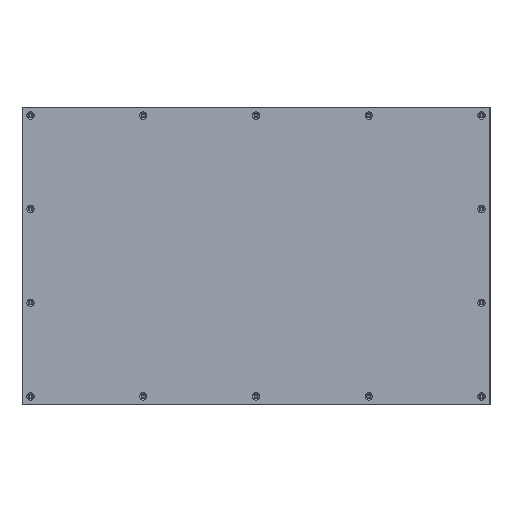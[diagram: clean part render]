
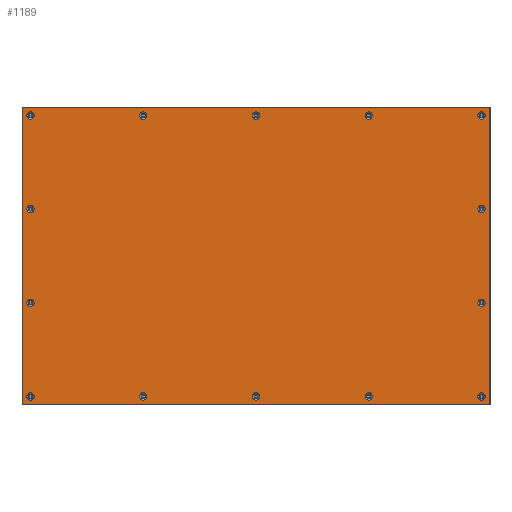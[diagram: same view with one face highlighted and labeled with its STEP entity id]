
A CAD part, top view. The second image highlights one B-rep face of the part: STEP entity #1189.
In plain terms, the highlighted planar face has unit normal (0, 0, 1).
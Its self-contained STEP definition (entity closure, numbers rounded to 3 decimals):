
#162=CARTESIAN_POINT('',(547.0,350.0,2.5));
#163=VERTEX_POINT('',#162);
#170=CARTESIAN_POINT('',(550.0,347.0,2.5));
#171=VERTEX_POINT('',#170);
#172=CARTESIAN_POINT('',(547.0,347.0,2.5));
#173=DIRECTION('',(0.0,0.0,-1.0));
#174=DIRECTION('',(0.707,0.707,0.0));
#175=AXIS2_PLACEMENT_3D('',#172,#173,#174);
#176=CIRCLE('',#175,3.);
#177=EDGE_CURVE('',#163,#171,#176,.T.);
#414=CARTESIAN_POINT('',(550.0,-347.0,2.5));
#415=VERTEX_POINT('',#414);
#416=CARTESIAN_POINT('',(550.0,347.0,2.5));
#417=DIRECTION('',(0.0,-1.0,0.0));
#418=VECTOR('',#417,694.0);
#419=LINE('',#416,#418);
#420=EDGE_CURVE('',#171,#415,#419,.T.);
#439=CARTESIAN_POINT('',(547.0,-350.0,2.5));
#440=VERTEX_POINT('',#439);
#441=CARTESIAN_POINT('',(547.0,-347.0,2.5));
#442=DIRECTION('',(0.0,0.0,-1.0));
#443=DIRECTION('',(0.707,-0.707,0.0));
#444=AXIS2_PLACEMENT_3D('',#441,#442,#443);
#445=CIRCLE('',#444,3.);
#446=EDGE_CURVE('',#415,#440,#445,.T.);
#462=CARTESIAN_POINT('',(-550.0,347.0,2.5));
#463=VERTEX_POINT('',#462);
#464=CARTESIAN_POINT('',(-547.0,350.0,2.5));
#465=VERTEX_POINT('',#464);
#466=CARTESIAN_POINT('',(-547.0,347.0,2.5));
#467=DIRECTION('',(0.0,0.0,-1.0));
#468=DIRECTION('',(-0.707,0.707,0.0));
#469=AXIS2_PLACEMENT_3D('',#466,#467,#468);
#470=CIRCLE('',#469,3.);
#471=EDGE_CURVE('',#463,#465,#470,.T.);
#496=CARTESIAN_POINT('',(-550.0,-347.0,2.5));
#497=VERTEX_POINT('',#496);
#504=CARTESIAN_POINT('',(-550.0,-347.0,2.5));
#505=DIRECTION('',(0.0,1.0,0.0));
#506=VECTOR('',#505,694.0);
#507=LINE('',#504,#506);
#508=EDGE_CURVE('',#497,#463,#507,.T.);
#519=CARTESIAN_POINT('',(-547.0,-350.0,2.5));
#520=VERTEX_POINT('',#519);
#527=CARTESIAN_POINT('',(-547.0,-347.0,2.5));
#528=DIRECTION('',(0.0,0.0,-1.0));
#529=DIRECTION('',(-0.707,-0.707,0.0));
#530=AXIS2_PLACEMENT_3D('',#527,#528,#529);
#531=CIRCLE('',#530,3.);
#532=EDGE_CURVE('',#520,#497,#531,.T.);
#544=CARTESIAN_POINT('',(547.0,-350.0,2.5));
#545=DIRECTION('',(-1.0,0.0,0.0));
#546=VECTOR('',#545,1094.0);
#547=LINE('',#544,#546);
#548=EDGE_CURVE('',#440,#520,#547,.T.);
#560=CARTESIAN_POINT('',(273.65,-330.0,2.5));
#561=VERTEX_POINT('',#560);
#562=CARTESIAN_POINT('',(265.0,-330.0,2.5));
#563=DIRECTION('',(0.0,0.0,-1.0));
#564=DIRECTION('',(1.0,0.0,0.0));
#565=AXIS2_PLACEMENT_3D('',#562,#563,#564);
#566=CIRCLE('',#565,8.65);
#567=EDGE_CURVE('',#561,#561,#566,.T.);
#600=CARTESIAN_POINT('',(8.65,-330.0,2.5));
#601=VERTEX_POINT('',#600);
#602=CARTESIAN_POINT('',(0.0,-330.0,2.5));
#603=DIRECTION('',(0.0,0.0,-1.0));
#604=DIRECTION('',(1.0,0.0,0.0));
#605=AXIS2_PLACEMENT_3D('',#602,#603,#604);
#606=CIRCLE('',#605,8.65);
#607=EDGE_CURVE('',#601,#601,#606,.T.);
#640=CARTESIAN_POINT('',(-256.35,-330.0,2.5));
#641=VERTEX_POINT('',#640);
#642=CARTESIAN_POINT('',(-265.0,-330.0,2.5));
#643=DIRECTION('',(0.0,0.0,-1.0));
#644=DIRECTION('',(1.0,0.0,0.0));
#645=AXIS2_PLACEMENT_3D('',#642,#643,#644);
#646=CIRCLE('',#645,8.65);
#647=EDGE_CURVE('',#641,#641,#646,.T.);
#680=CARTESIAN_POINT('',(-521.35,-330.0,2.5));
#681=VERTEX_POINT('',#680);
#682=CARTESIAN_POINT('',(-530.0,-330.0,2.5));
#683=DIRECTION('',(0.0,0.0,-1.0));
#684=DIRECTION('',(1.0,0.0,0.0));
#685=AXIS2_PLACEMENT_3D('',#682,#683,#684);
#686=CIRCLE('',#685,8.65);
#687=EDGE_CURVE('',#681,#681,#686,.T.);
#720=CARTESIAN_POINT('',(-521.35,-110.0,2.5));
#721=VERTEX_POINT('',#720);
#722=CARTESIAN_POINT('',(-530.0,-110.0,2.5));
#723=DIRECTION('',(0.0,0.0,-1.0));
#724=DIRECTION('',(1.0,0.0,0.0));
#725=AXIS2_PLACEMENT_3D('',#722,#723,#724);
#726=CIRCLE('',#725,8.65);
#727=EDGE_CURVE('',#721,#721,#726,.T.);
#760=CARTESIAN_POINT('',(-521.35,110.0,2.5));
#761=VERTEX_POINT('',#760);
#762=CARTESIAN_POINT('',(-530.0,110.0,2.5));
#763=DIRECTION('',(0.0,0.0,-1.0));
#764=DIRECTION('',(1.0,0.0,0.0));
#765=AXIS2_PLACEMENT_3D('',#762,#763,#764);
#766=CIRCLE('',#765,8.65);
#767=EDGE_CURVE('',#761,#761,#766,.T.);
#800=CARTESIAN_POINT('',(-521.35,330.0,2.5));
#801=VERTEX_POINT('',#800);
#802=CARTESIAN_POINT('',(-530.0,330.0,2.5));
#803=DIRECTION('',(0.0,0.0,-1.0));
#804=DIRECTION('',(1.0,0.0,0.0));
#805=AXIS2_PLACEMENT_3D('',#802,#803,#804);
#806=CIRCLE('',#805,8.65);
#807=EDGE_CURVE('',#801,#801,#806,.T.);
#840=CARTESIAN_POINT('',(-256.35,330.0,2.5));
#841=VERTEX_POINT('',#840);
#842=CARTESIAN_POINT('',(-265.0,330.0,2.5));
#843=DIRECTION('',(0.0,0.0,-1.0));
#844=DIRECTION('',(1.0,0.0,0.0));
#845=AXIS2_PLACEMENT_3D('',#842,#843,#844);
#846=CIRCLE('',#845,8.65);
#847=EDGE_CURVE('',#841,#841,#846,.T.);
#880=CARTESIAN_POINT('',(8.65,330.0,2.5));
#881=VERTEX_POINT('',#880);
#882=CARTESIAN_POINT('',(0.0,330.0,2.5));
#883=DIRECTION('',(0.0,0.0,-1.0));
#884=DIRECTION('',(1.0,0.0,0.0));
#885=AXIS2_PLACEMENT_3D('',#882,#883,#884);
#886=CIRCLE('',#885,8.65);
#887=EDGE_CURVE('',#881,#881,#886,.T.);
#920=CARTESIAN_POINT('',(273.65,330.0,2.5));
#921=VERTEX_POINT('',#920);
#922=CARTESIAN_POINT('',(265.0,330.0,2.5));
#923=DIRECTION('',(0.0,0.0,-1.0));
#924=DIRECTION('',(1.0,0.0,0.0));
#925=AXIS2_PLACEMENT_3D('',#922,#923,#924);
#926=CIRCLE('',#925,8.65);
#927=EDGE_CURVE('',#921,#921,#926,.T.);
#960=CARTESIAN_POINT('',(538.65,330.0,2.5));
#961=VERTEX_POINT('',#960);
#962=CARTESIAN_POINT('',(530.0,330.0,2.5));
#963=DIRECTION('',(0.0,0.0,-1.0));
#964=DIRECTION('',(1.0,0.0,0.0));
#965=AXIS2_PLACEMENT_3D('',#962,#963,#964);
#966=CIRCLE('',#965,8.65);
#967=EDGE_CURVE('',#961,#961,#966,.T.);
#1000=CARTESIAN_POINT('',(538.65,110.0,2.5));
#1001=VERTEX_POINT('',#1000);
#1002=CARTESIAN_POINT('',(530.0,110.0,2.5));
#1003=DIRECTION('',(0.0,0.0,-1.0));
#1004=DIRECTION('',(1.0,0.0,0.0));
#1005=AXIS2_PLACEMENT_3D('',#1002,#1003,#1004);
#1006=CIRCLE('',#1005,8.65);
#1007=EDGE_CURVE('',#1001,#1001,#1006,.T.);
#1040=CARTESIAN_POINT('',(538.65,-110.0,2.5));
#1041=VERTEX_POINT('',#1040);
#1042=CARTESIAN_POINT('',(530.0,-110.0,2.5));
#1043=DIRECTION('',(0.0,0.0,-1.0));
#1044=DIRECTION('',(1.0,0.0,0.0));
#1045=AXIS2_PLACEMENT_3D('',#1042,#1043,#1044);
#1046=CIRCLE('',#1045,8.65);
#1047=EDGE_CURVE('',#1041,#1041,#1046,.T.);
#1080=CARTESIAN_POINT('',(538.65,-330.0,2.5));
#1081=VERTEX_POINT('',#1080);
#1082=CARTESIAN_POINT('',(530.0,-330.0,2.5));
#1083=DIRECTION('',(0.0,0.0,-1.0));
#1084=DIRECTION('',(1.0,0.0,0.0));
#1085=AXIS2_PLACEMENT_3D('',#1082,#1083,#1084);
#1086=CIRCLE('',#1085,8.65);
#1087=EDGE_CURVE('',#1081,#1081,#1086,.T.);
#1123=CARTESIAN_POINT('',(-547.0,350.0,2.5));
#1124=DIRECTION('',(1.0,0.0,0.0));
#1125=VECTOR('',#1124,1094.0);
#1126=LINE('',#1123,#1125);
#1127=EDGE_CURVE('',#465,#163,#1126,.T.);
#1132=CARTESIAN_POINT('',(0.0,0.0,2.5));
#1133=DIRECTION('',(0.0,0.0,1.0));
#1134=DIRECTION('',(1.0,0.0,0.0));
#1135=AXIS2_PLACEMENT_3D('',#1132,#1133,#1134);
#1136=PLANE('',#1135);
#1137=ORIENTED_EDGE('',*,*,#177,.F.);
#1138=ORIENTED_EDGE('',*,*,#1127,.F.);
#1139=ORIENTED_EDGE('',*,*,#471,.F.);
#1140=ORIENTED_EDGE('',*,*,#508,.F.);
#1141=ORIENTED_EDGE('',*,*,#532,.F.);
#1142=ORIENTED_EDGE('',*,*,#548,.F.);
#1143=ORIENTED_EDGE('',*,*,#446,.F.);
#1144=ORIENTED_EDGE('',*,*,#420,.F.);
#1145=EDGE_LOOP('',(#1137,#1138,#1139,#1140,#1141,#1142,#1143,#1144));
#1146=FACE_OUTER_BOUND('',#1145,.T.);
#1147=ORIENTED_EDGE('',*,*,#567,.T.);
#1148=EDGE_LOOP('',(#1147));
#1149=FACE_BOUND('',#1148,.T.);
#1150=ORIENTED_EDGE('',*,*,#607,.T.);
#1151=EDGE_LOOP('',(#1150));
#1152=FACE_BOUND('',#1151,.T.);
#1153=ORIENTED_EDGE('',*,*,#647,.T.);
#1154=EDGE_LOOP('',(#1153));
#1155=FACE_BOUND('',#1154,.T.);
#1156=ORIENTED_EDGE('',*,*,#687,.T.);
#1157=EDGE_LOOP('',(#1156));
#1158=FACE_BOUND('',#1157,.T.);
#1159=ORIENTED_EDGE('',*,*,#727,.T.);
#1160=EDGE_LOOP('',(#1159));
#1161=FACE_BOUND('',#1160,.T.);
#1162=ORIENTED_EDGE('',*,*,#767,.T.);
#1163=EDGE_LOOP('',(#1162));
#1164=FACE_BOUND('',#1163,.T.);
#1165=ORIENTED_EDGE('',*,*,#807,.T.);
#1166=EDGE_LOOP('',(#1165));
#1167=FACE_BOUND('',#1166,.T.);
#1168=ORIENTED_EDGE('',*,*,#847,.T.);
#1169=EDGE_LOOP('',(#1168));
#1170=FACE_BOUND('',#1169,.T.);
#1171=ORIENTED_EDGE('',*,*,#887,.T.);
#1172=EDGE_LOOP('',(#1171));
#1173=FACE_BOUND('',#1172,.T.);
#1174=ORIENTED_EDGE('',*,*,#927,.T.);
#1175=EDGE_LOOP('',(#1174));
#1176=FACE_BOUND('',#1175,.T.);
#1177=ORIENTED_EDGE('',*,*,#967,.T.);
#1178=EDGE_LOOP('',(#1177));
#1179=FACE_BOUND('',#1178,.T.);
#1180=ORIENTED_EDGE('',*,*,#1007,.T.);
#1181=EDGE_LOOP('',(#1180));
#1182=FACE_BOUND('',#1181,.T.);
#1183=ORIENTED_EDGE('',*,*,#1047,.T.);
#1184=EDGE_LOOP('',(#1183));
#1185=FACE_BOUND('',#1184,.T.);
#1186=ORIENTED_EDGE('',*,*,#1087,.T.);
#1187=EDGE_LOOP('',(#1186));
#1188=FACE_BOUND('',#1187,.T.);
#1189=ADVANCED_FACE('',(#1146,#1149,#1152,#1155,#1158,#1161,#1164,#1167,#1170,#1173,#1176,#1179,#1182,#1185,#1188),#1136,.T.);
